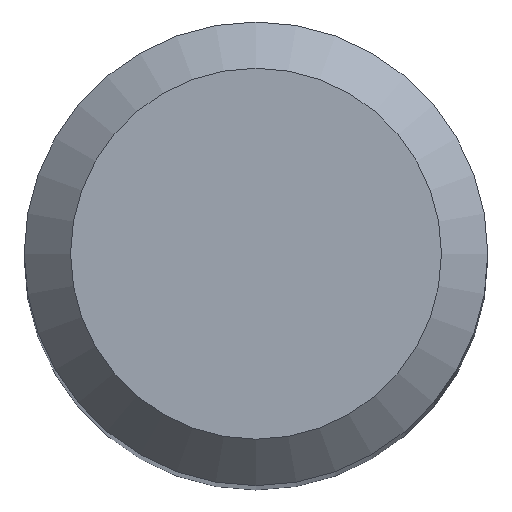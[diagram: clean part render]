
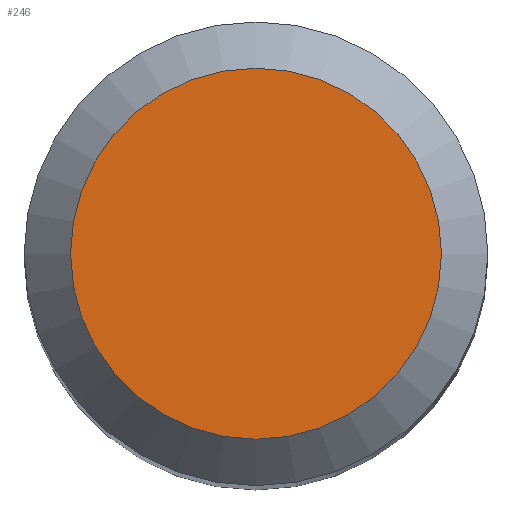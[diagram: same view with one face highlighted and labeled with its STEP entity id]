
A CAD part, top view. The second image highlights one B-rep face of the part: STEP entity #246.
In plain terms, the highlighted planar face has unit normal (0, 0, 1).
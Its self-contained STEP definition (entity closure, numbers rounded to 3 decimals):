
#43 = CIRCLE ( 'NONE', #209, 2.4 ) ;
#54 = PLANE ( 'NONE',  #185 ) ;
#80 = ORIENTED_EDGE ( 'NONE', *, *, #163, .T. ) ;
#94 = CARTESIAN_POINT ( 'NONE',  ( 2.4, 0., 0. ) ) ;
#110 = DIRECTION ( 'NONE',  ( 0., 0., 1. ) ) ;
#163 = EDGE_CURVE ( 'NONE', #288, #288, #43, .T. ) ;
#185 = AXIS2_PLACEMENT_3D ( 'NONE', #236, #232, #198 ) ;
#195 = FACE_OUTER_BOUND ( 'NONE', #270, .T. ) ;
#198 = DIRECTION ( 'NONE',  ( 1., 0., 0. ) ) ;
#200 = DIRECTION ( 'NONE',  ( 1., 0., 0. ) ) ;
#209 = AXIS2_PLACEMENT_3D ( 'NONE', #234, #110, #200 ) ;
#232 = DIRECTION ( 'NONE',  ( 0., 0., 1. ) ) ;
#234 = CARTESIAN_POINT ( 'NONE',  ( 0., 0., 0. ) ) ;
#236 = CARTESIAN_POINT ( 'NONE',  ( 0., 0., 0. ) ) ;
#246 = ADVANCED_FACE ( 'NONE', ( #195 ), #54, .T. ) ;
#270 = EDGE_LOOP ( 'NONE', ( #80 ) ) ;
#288 = VERTEX_POINT ( 'NONE', #94 ) ;
